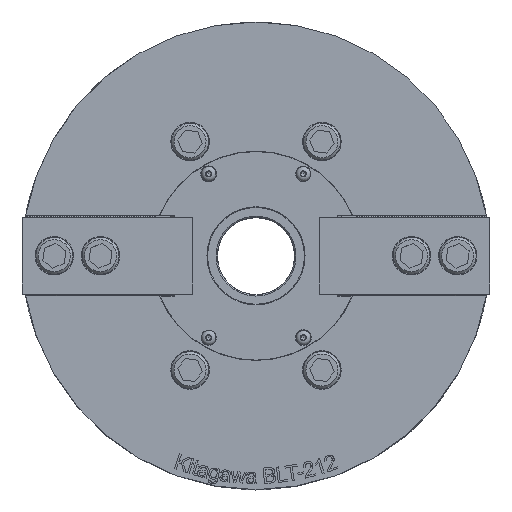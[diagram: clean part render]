
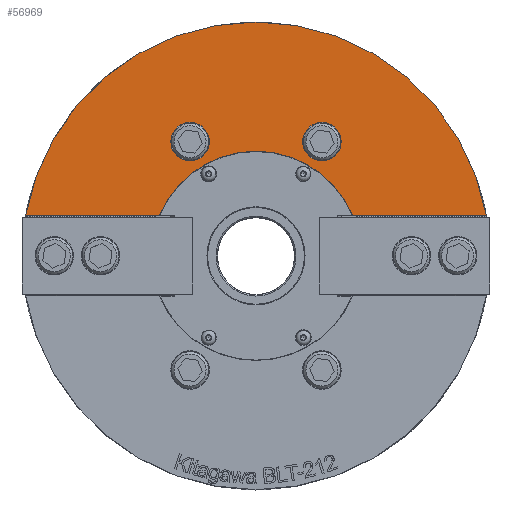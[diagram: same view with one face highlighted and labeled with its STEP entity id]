
A CAD part, top view. The second image highlights one B-rep face of the part: STEP entity #56969.
In plain terms, the highlighted planar face has unit normal (0, 0, 1).
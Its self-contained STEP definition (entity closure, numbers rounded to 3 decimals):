
#1006=CIRCLE('',#60454,12.5);
#1010=CIRCLE('',#60461,12.5);
#1058=CIRCLE('',#60541,68.);
#1059=CIRCLE('',#60543,152.);
#4150=ORIENTED_EDGE('',*,*,#20431,.T.);
#4151=ORIENTED_EDGE('',*,*,#20613,.T.);
#4152=ORIENTED_EDGE('',*,*,#20561,.F.);
#4153=ORIENTED_EDGE('',*,*,#20612,.F.);
#4154=ORIENTED_EDGE('',*,*,#20532,.T.);
#4155=ORIENTED_EDGE('',*,*,#20536,.T.);
#20431=EDGE_CURVE('',#28747,#28746,#34532,.T.);
#20532=EDGE_CURVE('',#28849,#28849,#1006,.T.);
#20536=EDGE_CURVE('',#28853,#28853,#1010,.T.);
#20561=EDGE_CURVE('',#28878,#28873,#34601,.T.);
#20612=EDGE_CURVE('',#28747,#28878,#1058,.T.);
#20613=EDGE_CURVE('',#28746,#28873,#1059,.T.);
#28746=VERTEX_POINT('',#84640);
#28747=VERTEX_POINT('',#84642);
#28849=VERTEX_POINT('',#84896);
#28853=VERTEX_POINT('',#84907);
#28873=VERTEX_POINT('',#84958);
#28878=VERTEX_POINT('',#84967);
#34532=LINE('',#84641,#41121);
#34601=LINE('',#84968,#41190);
#41121=VECTOR('',#65817,1000.);
#41190=VECTOR('',#66138,1000.);
#47708=EDGE_LOOP('',(#4150,#4151,#4152,#4153));
#47709=EDGE_LOOP('',(#4154));
#47710=EDGE_LOOP('',(#4155));
#51299=FACE_BOUND('',#47708,.T.);
#51300=FACE_BOUND('',#47709,.T.);
#51301=FACE_BOUND('',#47710,.T.);
#54664=PLANE('',#60542);
#56969=ADVANCED_FACE('',(#51299,#51300,#51301),#54664,.F.);
#60454=AXIS2_PLACEMENT_3D('',#84895,#66065,#66066);
#60461=AXIS2_PLACEMENT_3D('',#84906,#66079,#66080);
#60541=AXIS2_PLACEMENT_3D('',#85057,#66267,#66268);
#60542=AXIS2_PLACEMENT_3D('',#85058,#66269,#66270);
#60543=AXIS2_PLACEMENT_3D('',#85059,#66271,#66272);
#65817=DIRECTION('',(1.,0.,0.));
#66065=DIRECTION('',(0.,0.,-1.));
#66066=DIRECTION('',(1.,0.,0.));
#66079=DIRECTION('',(0.,0.,-1.));
#66080=DIRECTION('',(1.,0.,0.));
#66138=DIRECTION('',(-1.,0.,0.));
#66267=DIRECTION('',(0.,0.,1.));
#66268=DIRECTION('',(1.,0.,0.));
#66269=DIRECTION('',(0.,0.,-1.));
#66270=DIRECTION('',(-1.,0.,0.));
#66271=DIRECTION('',(0.,0.,1.));
#66272=DIRECTION('',(1.,0.,0.));
#84640=CARTESIAN_POINT('',(149.76,26.,0.));
#84641=CARTESIAN_POINT('',(11.,26.,0.));
#84642=CARTESIAN_POINT('',(62.833,26.,0.));
#84895=CARTESIAN_POINT('',(42.863,74.24,0.));
#84896=CARTESIAN_POINT('',(55.363,74.24,0.));
#84906=CARTESIAN_POINT('',(-42.863,74.24,0.));
#84907=CARTESIAN_POINT('',(-30.363,74.24,0.));
#84958=CARTESIAN_POINT('',(-149.76,26.,0.));
#84967=CARTESIAN_POINT('',(-62.833,26.,0.));
#84968=CARTESIAN_POINT('',(-11.,26.,0.));
#85057=CARTESIAN_POINT('',(0.,0.,0.));
#85058=CARTESIAN_POINT('',(-152.,0.,0.));
#85059=CARTESIAN_POINT('',(0.,0.,0.));
